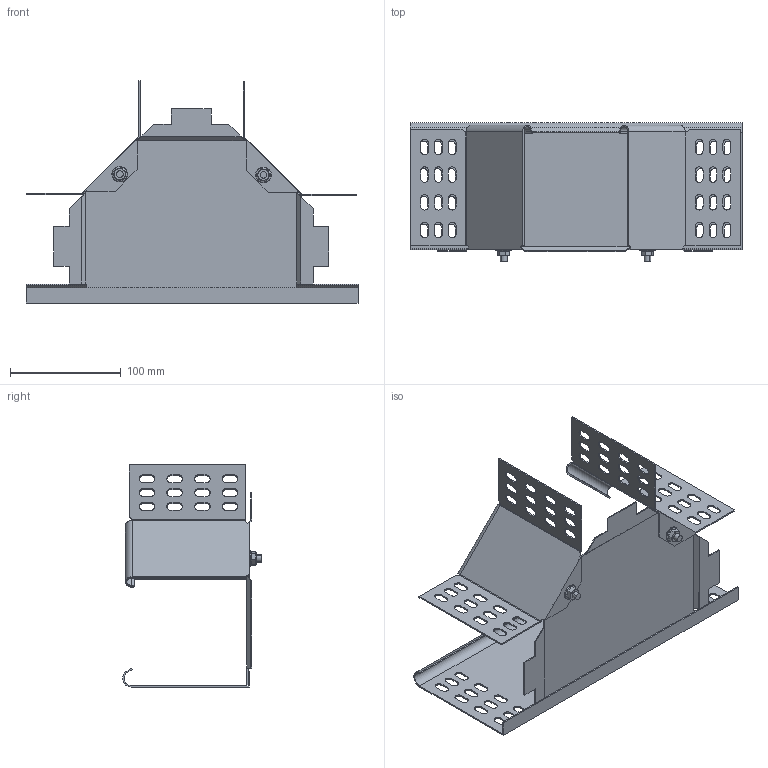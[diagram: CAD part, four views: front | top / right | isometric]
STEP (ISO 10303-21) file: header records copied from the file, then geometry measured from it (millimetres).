
FILE_DESCRIPTION (( 'STEP AP214' ), '1' );
FILE_NAME ('7119119.stp', '2018-03-05T08:14:27', ( '' ), ( '' ), 'SwSTEP 2.0', 'SolidWorks 2016', '' );
FILE_SCHEMA (( 'AUTOMOTIVE_DESIGN' ));
Length unit declared in the file: millimetre
Products named in the file (7): KTS 06.157-023_Aussenholm 110 L300 NB100; KTS 07.049-002_Winkelverbinder ohne FRS; 009561_Hexagon Flange Nut DIN 6923 - M6 - C; KTS 14.001-017_M8x25-; KTS 07.049-001_Winkelverbinder 90ø; KTS 06.122-017_Standard; 7119119
Assembly tree (7 placements, depth 3):
  7119119
    KTS 06.122-017_Standard
    KTS 06.157-023_Aussenholm 110 L300 NB100
    KTS 07.049-002_Winkelverbinder ohne FRS  x2
      KTS 07.049-001_Winkelverbinder 90ø
      KTS 14.001-017_M8x25-
      009561_Hexagon Flange Nut DIN 6923 - M6 - C
Bounding box: 300 x 125.25 x 200.67 mm (x, y, z)
Volume: 129935.1 mm3; surface area: 225374.8 mm2
Topology: 8 solids, 8 shells, 562 faces, 1536 edges, 994 vertices
Faces by surface type: plane 322, cylinder 184, bspline 24, cone 24, sphere 4, torus 4
Entity records: 12743 total; most frequent: CARTESIAN_POINT 2747, ORIENTED_EDGE 2062, DIRECTION 1923, EDGE_CURVE 1031, LINE 689, VECTOR 689, VERTEX_POINT 671, AXIS2_PLACEMENT_3D 617
